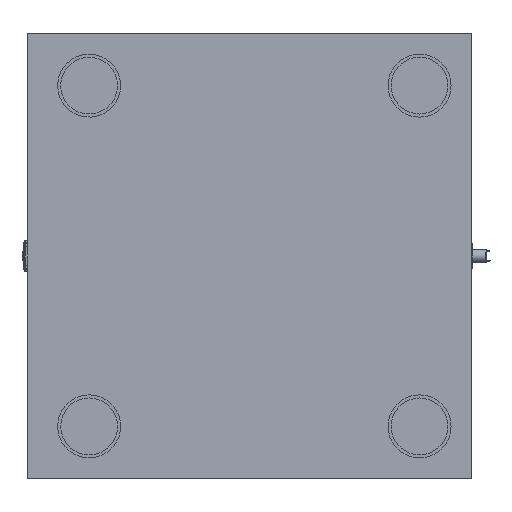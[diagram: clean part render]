
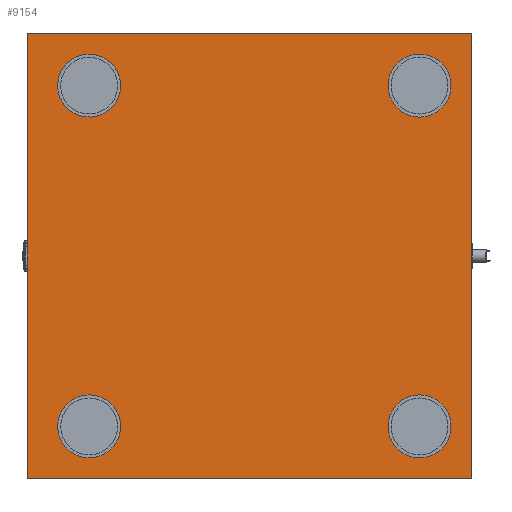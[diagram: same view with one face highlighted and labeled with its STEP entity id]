
A CAD part, front view. The second image highlights one B-rep face of the part: STEP entity #9154.
In plain terms, the highlighted planar face has unit normal (0, -1, 0).
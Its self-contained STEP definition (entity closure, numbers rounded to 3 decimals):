
#109 = LINE ( 'NONE', #23431, #27364 ) ;
#364 = EDGE_CURVE ( 'NONE', #12299, #1042, #31765, .T. ) ;
#814 = CARTESIAN_POINT ( 'NONE',  ( 420., 0., 0. ) ) ;
#1042 = VERTEX_POINT ( 'NONE', #8314 ) ;
#1425 = DIRECTION ( 'NONE',  ( 0., 1., 0. ) ) ;
#1822 = EDGE_LOOP ( 'NONE', ( #35808, #14643 ) ) ;
#1876 = CARTESIAN_POINT ( 'NONE',  ( 50., 0., -50. ) ) ;
#1937 = DIRECTION ( 'NONE',  ( 1., 0., 0. ) ) ;
#3993 = CIRCLE ( 'NONE', #8756, 4. ) ;
#4219 = ORIENTED_EDGE ( 'NONE', *, *, #16277, .F. ) ;
#4237 = VERTEX_POINT ( 'NONE', #28685 ) ;
#4871 = VERTEX_POINT ( 'NONE', #8249 ) ;
#5047 = DIRECTION ( 'NONE',  ( 0., 0., -1. ) ) ;
#5068 = DIRECTION ( 'NONE',  ( 0., 0., -1. ) ) ;
#6181 = CARTESIAN_POINT ( 'NONE',  ( 370., 0., -380. ) ) ;
#6427 = CARTESIAN_POINT ( 'NONE',  ( 370., 0., -50. ) ) ;
#6484 = EDGE_CURVE ( 'NONE', #4871, #15092, #34947, .T. ) ;
#6545 = EDGE_LOOP ( 'NONE', ( #27336, #23864, #15030, #16692 ) ) ;
#6945 = EDGE_CURVE ( 'NONE', #36438, #34097, #18016, .T. ) ;
#7699 = VERTEX_POINT ( 'NONE', #19912 ) ;
#7834 = DIRECTION ( 'NONE',  ( 0., -1., 0. ) ) ;
#8249 = CARTESIAN_POINT ( 'NONE',  ( 420., 0., 0. ) ) ;
#8285 = VECTOR ( 'NONE', #1937, 1000. ) ;
#8309 = CIRCLE ( 'NONE', #34506, 4. ) ;
#8314 = CARTESIAN_POINT ( 'NONE',  ( 50., 0., -376. ) ) ;
#8414 = EDGE_CURVE ( 'NONE', #31221, #4237, #18098, .T. ) ;
#8522 = AXIS2_PLACEMENT_3D ( 'NONE', #34502, #11394, #9131 ) ;
#8756 = AXIS2_PLACEMENT_3D ( 'NONE', #29524, #20778, #32151 ) ;
#9131 = DIRECTION ( 'NONE',  ( 0., 0., -1. ) ) ;
#9154 = ADVANCED_FACE ( 'NONE', ( #30321, #35382, #35185, #35928, #10010 ), #21568, .F. ) ;
#9379 = CARTESIAN_POINT ( 'NONE',  ( 420., 0., -430. ) ) ;
#9570 = ORIENTED_EDGE ( 'NONE', *, *, #6945, .F. ) ;
#9959 = EDGE_LOOP ( 'NONE', ( #16686, #4219 ) ) ;
#10010 = FACE_OUTER_BOUND ( 'NONE', #6545, .T. ) ;
#11394 = DIRECTION ( 'NONE',  ( 0., -1., 0. ) ) ;
#11516 = ORIENTED_EDGE ( 'NONE', *, *, #27673, .F. ) ;
#12299 = VERTEX_POINT ( 'NONE', #36149 ) ;
#12320 = DIRECTION ( 'NONE',  ( 0., -1., 0. ) ) ;
#12777 = CARTESIAN_POINT ( 'NONE',  ( 50., 0., -380. ) ) ;
#12853 = AXIS2_PLACEMENT_3D ( 'NONE', #6427, #15353, #17801 ) ;
#13218 = VECTOR ( 'NONE', #14782, 1000. ) ;
#13266 = CARTESIAN_POINT ( 'NONE',  ( 370., 0., -50. ) ) ;
#14643 = ORIENTED_EDGE ( 'NONE', *, *, #21387, .F. ) ;
#14782 = DIRECTION ( 'NONE',  ( 0., 0., -1. ) ) ;
#15030 = ORIENTED_EDGE ( 'NONE', *, *, #19136, .F. ) ;
#15092 = VERTEX_POINT ( 'NONE', #9379 ) ;
#15353 = DIRECTION ( 'NONE',  ( 0., -1., 0. ) ) ;
#15822 = CIRCLE ( 'NONE', #12853, 4. ) ;
#15961 = ORIENTED_EDGE ( 'NONE', *, *, #22543, .F. ) ;
#16180 = VERTEX_POINT ( 'NONE', #20228 ) ;
#16277 = EDGE_CURVE ( 'NONE', #4237, #31221, #3993, .T. ) ;
#16686 = ORIENTED_EDGE ( 'NONE', *, *, #8414, .F. ) ;
#16692 = ORIENTED_EDGE ( 'NONE', *, *, #27392, .T. ) ;
#17748 = LINE ( 'NONE', #29109, #35029 ) ;
#17801 = DIRECTION ( 'NONE',  ( 0., 0., -1. ) ) ;
#18016 = CIRCLE ( 'NONE', #26372, 4. ) ;
#18098 = CIRCLE ( 'NONE', #26452, 4. ) ;
#19017 = CARTESIAN_POINT ( 'NONE',  ( 50., 0., -54. ) ) ;
#19136 = EDGE_CURVE ( 'NONE', #7699, #4871, #17748, .T. ) ;
#19912 = CARTESIAN_POINT ( 'NONE',  ( -10., 0., 0. ) ) ;
#20085 = DIRECTION ( 'NONE',  ( 0., 0., -1. ) ) ;
#20228 = CARTESIAN_POINT ( 'NONE',  ( -10., 0., -430. ) ) ;
#20268 = AXIS2_PLACEMENT_3D ( 'NONE', #12777, #24168, #29561 ) ;
#20524 = VERTEX_POINT ( 'NONE', #29297 ) ;
#20530 = AXIS2_PLACEMENT_3D ( 'NONE', #26966, #1425, #32572 ) ;
#20778 = DIRECTION ( 'NONE',  ( 0., -1., 0. ) ) ;
#21387 = EDGE_CURVE ( 'NONE', #27943, #20524, #15822, .T. ) ;
#21568 = PLANE ( 'NONE',  #20530 ) ;
#22543 = EDGE_CURVE ( 'NONE', #34097, #36438, #29499, .T. ) ;
#23333 = CARTESIAN_POINT ( 'NONE',  ( 370., 0., -384. ) ) ;
#23431 = CARTESIAN_POINT ( 'NONE',  ( -10., 0., 0. ) ) ;
#23864 = ORIENTED_EDGE ( 'NONE', *, *, #6484, .F. ) ;
#24168 = DIRECTION ( 'NONE',  ( 0., -1., 0. ) ) ;
#26317 = DIRECTION ( 'NONE',  ( 1., 0., 0. ) ) ;
#26372 = AXIS2_PLACEMENT_3D ( 'NONE', #6181, #12320, #26493 ) ;
#26452 = AXIS2_PLACEMENT_3D ( 'NONE', #1876, #7834, #5047 ) ;
#26493 = DIRECTION ( 'NONE',  ( 0., 0., -1. ) ) ;
#26966 = CARTESIAN_POINT ( 'NONE',  ( 0., 0., 0. ) ) ;
#27336 = ORIENTED_EDGE ( 'NONE', *, *, #31930, .T. ) ;
#27364 = VECTOR ( 'NONE', #20085, 1000. ) ;
#27392 = EDGE_CURVE ( 'NONE', #7699, #16180, #109, .T. ) ;
#27473 = CARTESIAN_POINT ( 'NONE',  ( 0., 0., -430. ) ) ;
#27673 = EDGE_CURVE ( 'NONE', #1042, #12299, #31571, .T. ) ;
#27718 = AXIS2_PLACEMENT_3D ( 'NONE', #27863, #28239, #31044 ) ;
#27863 = CARTESIAN_POINT ( 'NONE',  ( 370., 0., -380. ) ) ;
#27943 = VERTEX_POINT ( 'NONE', #35511 ) ;
#28239 = DIRECTION ( 'NONE',  ( 0., -1., 0. ) ) ;
#28685 = CARTESIAN_POINT ( 'NONE',  ( 50., 0., -46. ) ) ;
#29109 = CARTESIAN_POINT ( 'NONE',  ( 0., 0., 0. ) ) ;
#29297 = CARTESIAN_POINT ( 'NONE',  ( 370., 0., -54. ) ) ;
#29499 = CIRCLE ( 'NONE', #27718, 4. ) ;
#29524 = CARTESIAN_POINT ( 'NONE',  ( 50., 0., -50. ) ) ;
#29561 = DIRECTION ( 'NONE',  ( 0., 0., -1. ) ) ;
#29689 = EDGE_LOOP ( 'NONE', ( #15961, #9570 ) ) ;
#30321 = FACE_BOUND ( 'NONE', #29689, .T. ) ;
#30422 = DIRECTION ( 'NONE',  ( 0., -1., 0. ) ) ;
#31044 = DIRECTION ( 'NONE',  ( 0., 0., -1. ) ) ;
#31218 = LINE ( 'NONE', #27473, #8285 ) ;
#31221 = VERTEX_POINT ( 'NONE', #19017 ) ;
#31571 = CIRCLE ( 'NONE', #20268, 4. ) ;
#31765 = CIRCLE ( 'NONE', #8522, 4. ) ;
#31930 = EDGE_CURVE ( 'NONE', #16180, #15092, #31218, .T. ) ;
#32151 = DIRECTION ( 'NONE',  ( 0., 0., -1. ) ) ;
#32317 = EDGE_CURVE ( 'NONE', #20524, #27943, #8309, .T. ) ;
#32519 = CARTESIAN_POINT ( 'NONE',  ( 370., 0., -376. ) ) ;
#32572 = DIRECTION ( 'NONE',  ( 0., 0., 1. ) ) ;
#32671 = EDGE_LOOP ( 'NONE', ( #33060, #11516 ) ) ;
#33060 = ORIENTED_EDGE ( 'NONE', *, *, #364, .F. ) ;
#34097 = VERTEX_POINT ( 'NONE', #23333 ) ;
#34502 = CARTESIAN_POINT ( 'NONE',  ( 50., 0., -380. ) ) ;
#34506 = AXIS2_PLACEMENT_3D ( 'NONE', #13266, #30422, #5068 ) ;
#34947 = LINE ( 'NONE', #814, #13218 ) ;
#35029 = VECTOR ( 'NONE', #26317, 1000. ) ;
#35185 = FACE_BOUND ( 'NONE', #9959, .T. ) ;
#35382 = FACE_BOUND ( 'NONE', #1822, .T. ) ;
#35511 = CARTESIAN_POINT ( 'NONE',  ( 370., 0., -46. ) ) ;
#35808 = ORIENTED_EDGE ( 'NONE', *, *, #32317, .F. ) ;
#35928 = FACE_BOUND ( 'NONE', #32671, .T. ) ;
#36149 = CARTESIAN_POINT ( 'NONE',  ( 50., 0., -384. ) ) ;
#36438 = VERTEX_POINT ( 'NONE', #32519 ) ;
